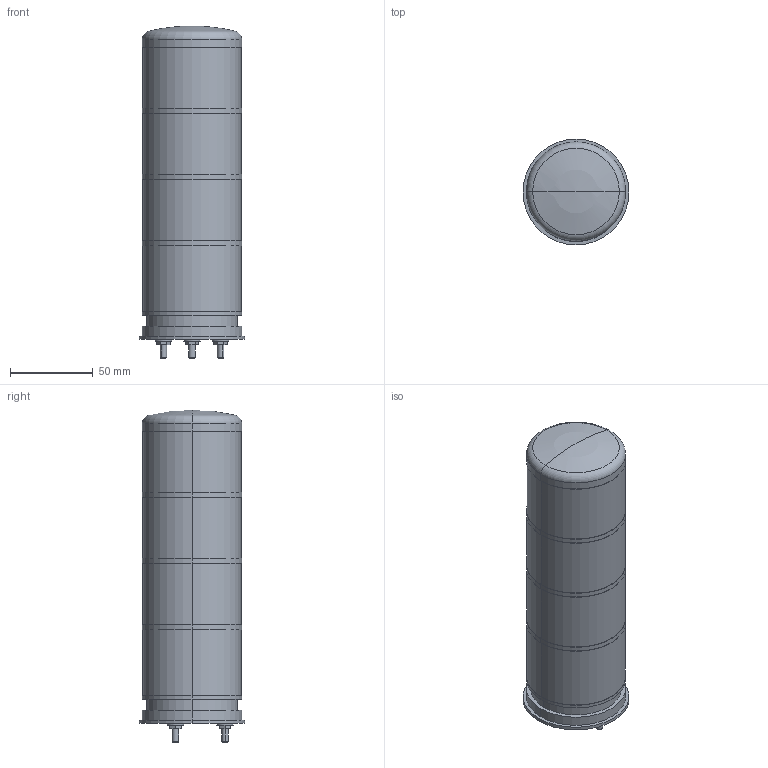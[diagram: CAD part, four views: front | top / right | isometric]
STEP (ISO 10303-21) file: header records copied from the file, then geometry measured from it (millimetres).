
FILE_DESCRIPTION(('starvars output'),'2;1');
FILE_NAME('XVC6B35SK_3D.stp','19:35:53 2020/03/31',( 'Thomas Industrial Network Germany GmbH'),( 'Thomas Industrial Network Germany GmbH'),'unknown preprocess','ACIS' ,'unknown authorization');
FILE_SCHEMA(('AUTOMOTIVE_DESIGN_CC2 {UNKNOWN IMPLEMENTATION LEVEL}'));
Length unit declared in the file: millimetre
Products named in the file (1): PRODUCT_ID_12
Bounding box: 64 x 64 x 200.8 mm (x, y, z)
Volume: 520070.3 mm3; surface area: 43005.7 mm2
Topology: 1 solids, 1 shells, 88 faces, 188 edges, 121 vertices
Faces by surface type: plane 40, cylinder 38, cone 6, sphere 2, torus 2
Entity records: 2848 total; most frequent: ORIENTED_EDGE 372, CARTESIAN_POINT 330, DIRECTION 320, EDGE_CURVE 186, VERTEX_POINT 121, AXIS2_PLACEMENT_3D 111, EDGE_LOOP 109, FACE_BOUND 109
